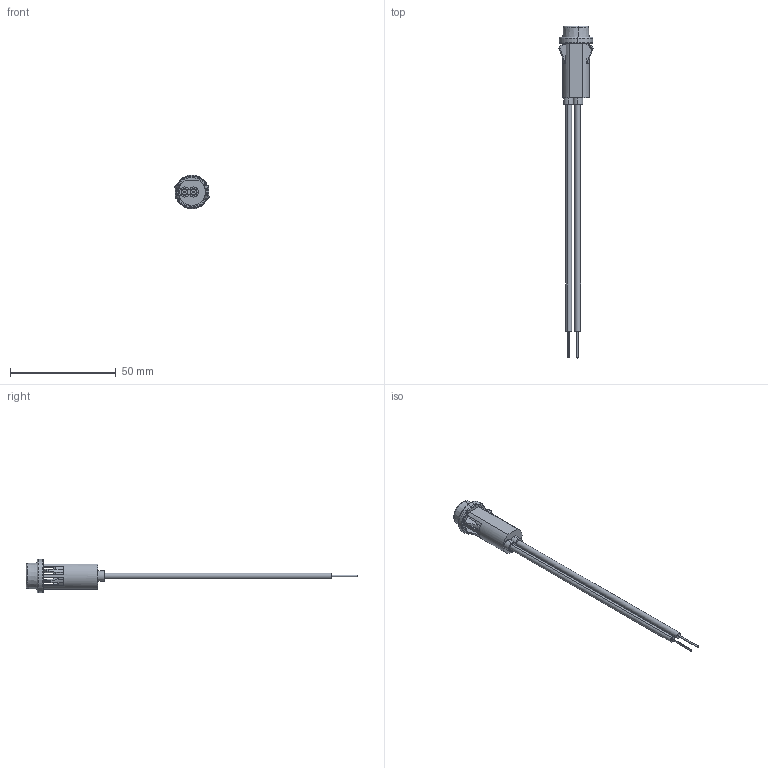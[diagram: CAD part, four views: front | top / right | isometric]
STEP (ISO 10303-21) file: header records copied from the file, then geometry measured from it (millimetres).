
FILE_DESCRIPTION (( 'STEP AP214' ), '1' );
FILE_NAME ('1091CXB-XXV.STEP', '2016-01-18T21:35:53', ( 'user' ), ( 'Microsoft' ), 'SwSTEP 2.0', 'SolidWorks 2014', '' );
FILE_SCHEMA (( 'AUTOMOTIVE_DESIGN' ));
Length unit declared in the file: inch
Products named in the file (6): WP2379RD - 5 inches; WP2379WT - 5 inches; D11733 - B4816_Amber; MB0460x - B10033; E13975 C8305; 1091CXB-XXV
Assembly tree (5 placements, depth 2):
  1091CXB-XXV
    E13975 C8305
    MB0460x - B10033
    D11733 - B4816_Amber
    WP2379WT - 5 inches
    WP2379RD - 5 inches
Bounding box: 16.28 x 157.03 x 15.96 mm (x, y, z)
Volume: 2855.6 mm3; surface area: 6112.5 mm2
Topology: 5 solids, 5 shells, 224 faces, 582 edges, 373 vertices
Faces by surface type: plane 84, cylinder 82, cone 44, torus 14
Entity records: 7348 total; most frequent: CARTESIAN_POINT 1295, DIRECTION 1270, ORIENTED_EDGE 1160, EDGE_CURVE 580, AXIS2_PLACEMENT_3D 486, VERTEX_POINT 373, VECTOR 298, LINE 298
